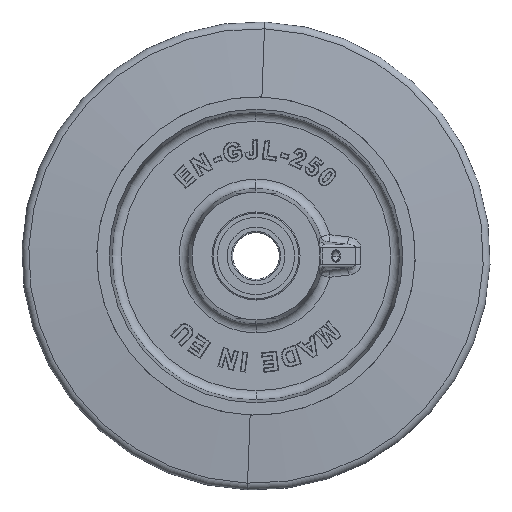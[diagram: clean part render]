
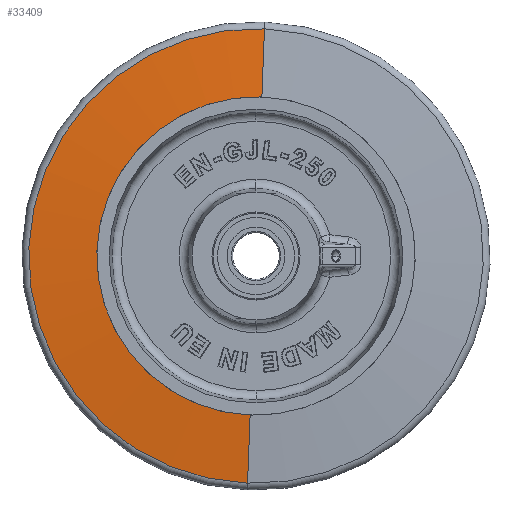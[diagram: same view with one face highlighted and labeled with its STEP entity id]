
A CAD part, left-side view. The second image highlights one B-rep face of the part: STEP entity #33409.
In plain terms, the highlighted conical face has half-angle 85.101 degrees and reference radius 90 mm.
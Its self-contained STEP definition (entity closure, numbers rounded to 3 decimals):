
#769 = VECTOR ( 'NONE', #32490, 1000. ) ;
#1641 = ORIENTED_EDGE ( 'NONE', *, *, #9761, .F. ) ;
#2060 = CARTESIAN_POINT ( 'NONE',  ( -25.429, 0., 0. ) ) ;
#2080 = VERTEX_POINT ( 'NONE', #12981 ) ;
#2473 = CARTESIAN_POINT ( 'NONE',  ( -25.429, -3.345, 89.938 ) ) ;
#3220 = DIRECTION ( 'NONE',  ( 0.085, 0.037, -0.996 ) ) ;
#4022 = AXIS2_PLACEMENT_3D ( 'NONE', #14625, #6437, #5908 ) ;
#4330 = CARTESIAN_POINT ( 'NONE',  ( -22.742, 0., 0. ) ) ;
#4925 = DIRECTION ( 'NONE',  ( 1., 0., 0. ) ) ;
#5908 = DIRECTION ( 'NONE',  ( 0., 0.037, -0.999 ) ) ;
#6437 = DIRECTION ( 'NONE',  ( -1., 0., 0. ) ) ;
#9761 = EDGE_CURVE ( 'NONE', #2080, #32294, #34841, .T. ) ;
#10409 = CIRCLE ( 'NONE', #24683, 121.342 ) ;
#11781 = CARTESIAN_POINT ( 'NONE',  ( -25.857, 3.159, -84.941 ) ) ;
#12673 = DIRECTION ( 'NONE',  ( -1., 0., 0. ) ) ;
#12916 = DIRECTION ( 'NONE',  ( 0., 0.037, -0.999 ) ) ;
#12981 = CARTESIAN_POINT ( 'NONE',  ( -25.857, -3.159, 84.941 ) ) ;
#14625 = CARTESIAN_POINT ( 'NONE',  ( -25.857, 0., 0. ) ) ;
#16171 = EDGE_CURVE ( 'NONE', #32294, #25816, #24294, .T. ) ;
#16187 = LINE ( 'NONE', #2473, #769 ) ;
#18511 = EDGE_CURVE ( 'NONE', #33778, #25816, #10409, .T. ) ;
#18922 = EDGE_CURVE ( 'NONE', #2080, #33778, #16187, .T. ) ;
#19168 = FACE_OUTER_BOUND ( 'NONE', #29038, .T. ) ;
#20282 = CARTESIAN_POINT ( 'NONE',  ( -22.742, 4.51, -121.258 ) ) ;
#21567 = VECTOR ( 'NONE', #3220, 1000. ) ;
#22464 = ORIENTED_EDGE ( 'NONE', *, *, #18511, .T. ) ;
#23927 = AXIS2_PLACEMENT_3D ( 'NONE', #2060, #4925, #12916 ) ;
#24294 = LINE ( 'NONE', #35395, #21567 ) ;
#24683 = AXIS2_PLACEMENT_3D ( 'NONE', #4330, #12673, #34521 ) ;
#25816 = VERTEX_POINT ( 'NONE', #20282 ) ;
#28788 = ORIENTED_EDGE ( 'NONE', *, *, #16171, .F. ) ;
#29038 = EDGE_LOOP ( 'NONE', ( #1641, #34473, #22464, #28788 ) ) ;
#29347 = CARTESIAN_POINT ( 'NONE',  ( -22.742, -4.51, 121.258 ) ) ;
#30219 = CONICAL_SURFACE ( 'NONE', #23927, 90., 1.485 ) ;
#32294 = VERTEX_POINT ( 'NONE', #11781 ) ;
#32490 = DIRECTION ( 'NONE',  ( 0.085, -0.037, 0.996 ) ) ;
#33409 = ADVANCED_FACE ( 'NONE', ( #19168 ), #30219, .T. ) ;
#33778 = VERTEX_POINT ( 'NONE', #29347 ) ;
#34473 = ORIENTED_EDGE ( 'NONE', *, *, #18922, .T. ) ;
#34521 = DIRECTION ( 'NONE',  ( 0., -0.037, 0.999 ) ) ;
#34841 = CIRCLE ( 'NONE', #4022, 85. ) ;
#35395 = CARTESIAN_POINT ( 'NONE',  ( -25.429, 3.345, -89.938 ) ) ;
